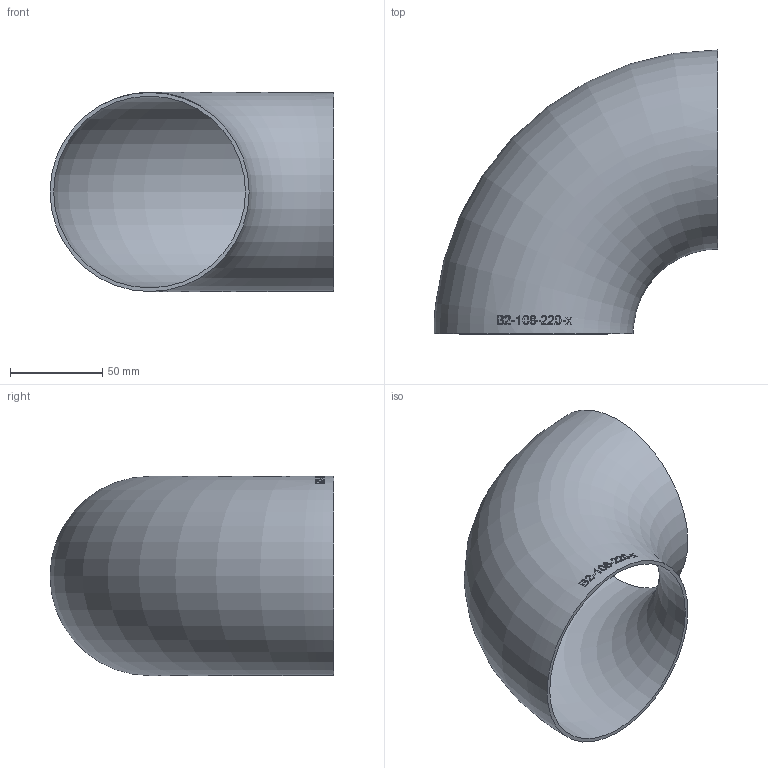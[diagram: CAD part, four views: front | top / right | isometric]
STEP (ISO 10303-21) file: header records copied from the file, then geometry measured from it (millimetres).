
FILE_DESCRIPTION (( 'STEP AP214' ), '1' );
FILE_NAME ('B2-108-220-x Bogen 2003.STEP', '2020-03-31T12:49:30', ( '' ), ( '' ), 'SwSTEP 2.0', 'SolidWorks 2019', '' );
FILE_SCHEMA (( 'AUTOMOTIVE_DESIGN' ));
Length unit declared in the file: millimetre
Products named in the file (1): B2-108-220-x Bogen 2003
Bounding box: 154 x 154 x 108 mm (x, y, z)
Volume: 104615.4 mm3; surface area: 105957.6 mm2
Topology: 1 solids, 1 shells, 150 faces, 394 edges, 263 vertices
Faces by surface type: bspline 128, torus 20, plane 2
Entity records: 22259 total; most frequent: CARTESIAN_POINT 18144, ORIENTED_EDGE 776, EDGE_CURVE 388, B_SPLINE_CURVE_WITH_KNOTS 384, VERTEX_POINT 260, EDGE_LOOP 172, FACE_OUTER_BOUND 152, ADVANCED_FACE 150
